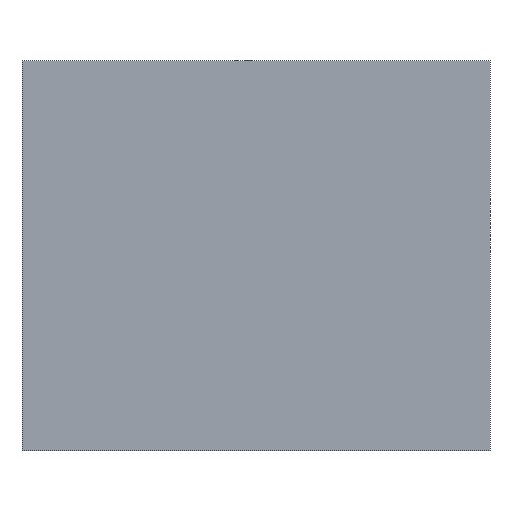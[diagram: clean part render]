
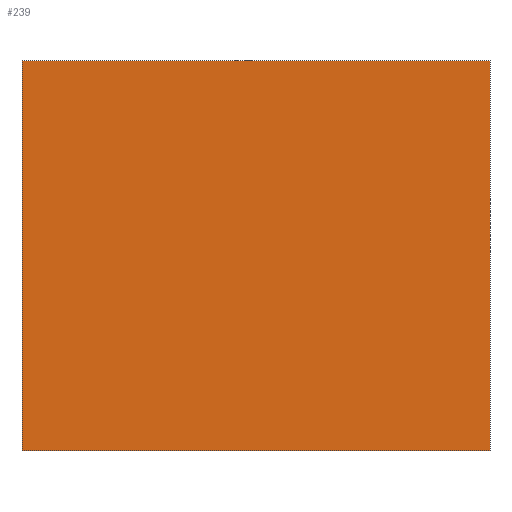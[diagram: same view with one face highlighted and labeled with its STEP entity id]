
A CAD part, front view. The second image highlights one B-rep face of the part: STEP entity #239.
In plain terms, the highlighted planar face has unit normal (0, -1, 0).
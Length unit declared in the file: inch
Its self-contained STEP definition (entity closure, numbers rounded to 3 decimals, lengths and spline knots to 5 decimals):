
#8 = DIRECTION ( 'NONE',  ( 0., 0., -1. ) ) ;
#15 = ORIENTED_EDGE ( 'NONE', *, *, #167, .F. ) ;
#31 = VERTEX_POINT ( 'NONE', #38 ) ;
#36 = PLANE ( 'NONE',  #52 ) ;
#38 = CARTESIAN_POINT ( 'NONE',  ( -0.11811, 0., -0.09843 ) ) ;
#39 = DIRECTION ( 'NONE',  ( -1., 0., 0. ) ) ;
#40 = CARTESIAN_POINT ( 'NONE',  ( -0.11811, 0., 0.09843 ) ) ;
#52 = AXIS2_PLACEMENT_3D ( 'NONE', #220, #211, #346 ) ;
#54 = CARTESIAN_POINT ( 'NONE',  ( 0.11811, 0., -0.09843 ) ) ;
#65 = DIRECTION ( 'NONE',  ( 0., 0., 1. ) ) ;
#72 = CARTESIAN_POINT ( 'NONE',  ( -0.11811, 0., -0.09843 ) ) ;
#76 = EDGE_LOOP ( 'NONE', ( #106, #15, #191, #387 ) ) ;
#89 = DIRECTION ( 'NONE',  ( 1., 0., 0. ) ) ;
#106 = ORIENTED_EDGE ( 'NONE', *, *, #325, .F. ) ;
#113 = CARTESIAN_POINT ( 'NONE',  ( -0.11811, 0., 0.09843 ) ) ;
#126 = LINE ( 'NONE', #185, #142 ) ;
#131 = VERTEX_POINT ( 'NONE', #54 ) ;
#142 = VECTOR ( 'NONE', #8, 39.37008 ) ;
#156 = LINE ( 'NONE', #372, #272 ) ;
#167 = EDGE_CURVE ( 'NONE', #343, #261, #392, .T. ) ;
#182 = LINE ( 'NONE', #72, #339 ) ;
#185 = CARTESIAN_POINT ( 'NONE',  ( 0.11811, 0., 0.09843 ) ) ;
#191 = ORIENTED_EDGE ( 'NONE', *, *, #307, .F. ) ;
#210 = VECTOR ( 'NONE', #89, 39.37008 ) ;
#211 = DIRECTION ( 'NONE',  ( 0., -1., 0. ) ) ;
#220 = CARTESIAN_POINT ( 'NONE',  ( 0., 0., 0. ) ) ;
#239 = ADVANCED_FACE ( 'NONE', ( #338 ), #36, .T. ) ;
#252 = CARTESIAN_POINT ( 'NONE',  ( 0.11811, 0., 0.09843 ) ) ;
#261 = VERTEX_POINT ( 'NONE', #252 ) ;
#272 = VECTOR ( 'NONE', #65, 39.37008 ) ;
#300 = EDGE_CURVE ( 'NONE', #131, #31, #182, .T. ) ;
#307 = EDGE_CURVE ( 'NONE', #31, #343, #156, .T. ) ;
#325 = EDGE_CURVE ( 'NONE', #261, #131, #126, .T. ) ;
#338 = FACE_OUTER_BOUND ( 'NONE', #76, .T. ) ;
#339 = VECTOR ( 'NONE', #39, 39.37008 ) ;
#343 = VERTEX_POINT ( 'NONE', #40 ) ;
#346 = DIRECTION ( 'NONE',  ( 0., 0., -1. ) ) ;
#372 = CARTESIAN_POINT ( 'NONE',  ( -0.11811, 0., 0.09843 ) ) ;
#387 = ORIENTED_EDGE ( 'NONE', *, *, #300, .F. ) ;
#392 = LINE ( 'NONE', #113, #210 ) ;
